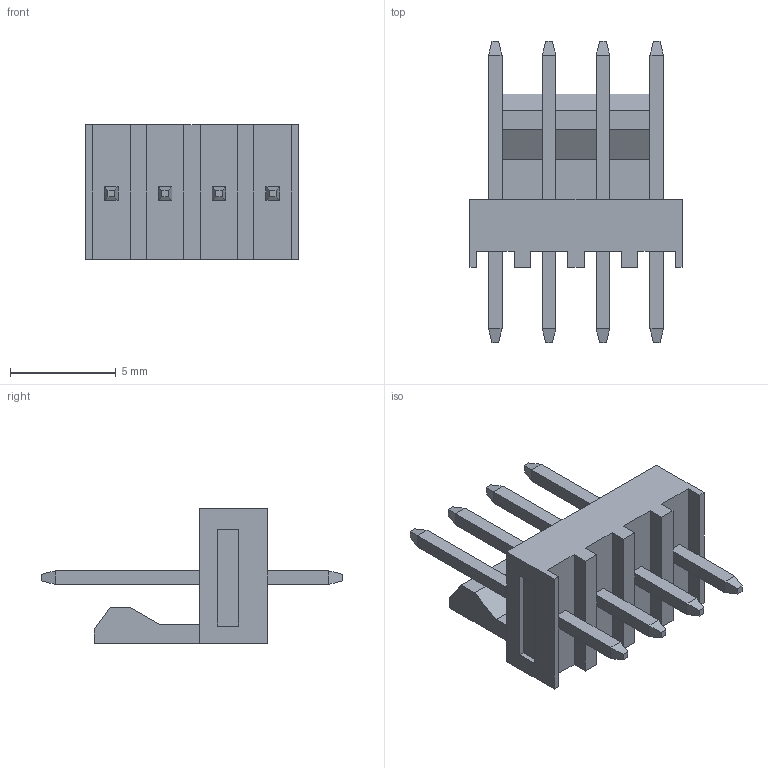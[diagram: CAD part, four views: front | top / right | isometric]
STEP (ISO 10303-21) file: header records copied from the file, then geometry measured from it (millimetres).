
FILE_DESCRIPTION (( 'STEP AP214' ), '1' );
FILE_NAME ('22-04-5041.STEP', '2024-03-13T11:43:41', ( 'LENOVO' ), ( '' ), 'SwSTEP 2.0', 'SolidWorks 2021', '' );
FILE_SCHEMA (( 'AUTOMOTIVE_DESIGN' ));
Length unit declared in the file: millimetre
Products named in the file (3): 22-11-2022_Body_4; 22-11-2022_Pins_Tin_5_22-11-2022_Pins_Tin_5; 22-04-5041
Assembly tree (5 placements, depth 2):
  22-04-5041
    22-11-2022_Body_4
    22-11-2022_Pins_Tin_5_22-11-2022_Pins_Tin_5  x4
Bounding box: 10.01 x 14.23 x 6.35 mm (x, y, z)
Volume: 229.4 mm3; surface area: 478.1 mm2
Topology: 9 solids, 9 shells, 119 faces, 265 edges, 166 vertices
Faces by surface type: plane 119
Entity records: 1842 total; most frequent: CARTESIAN_POINT 318, ORIENTED_EDGE 290, DIRECTION 275, EDGE_CURVE 145, VECTOR 141, LINE 141, VERTEX_POINT 94, AXIS2_PLACEMENT_3D 67
